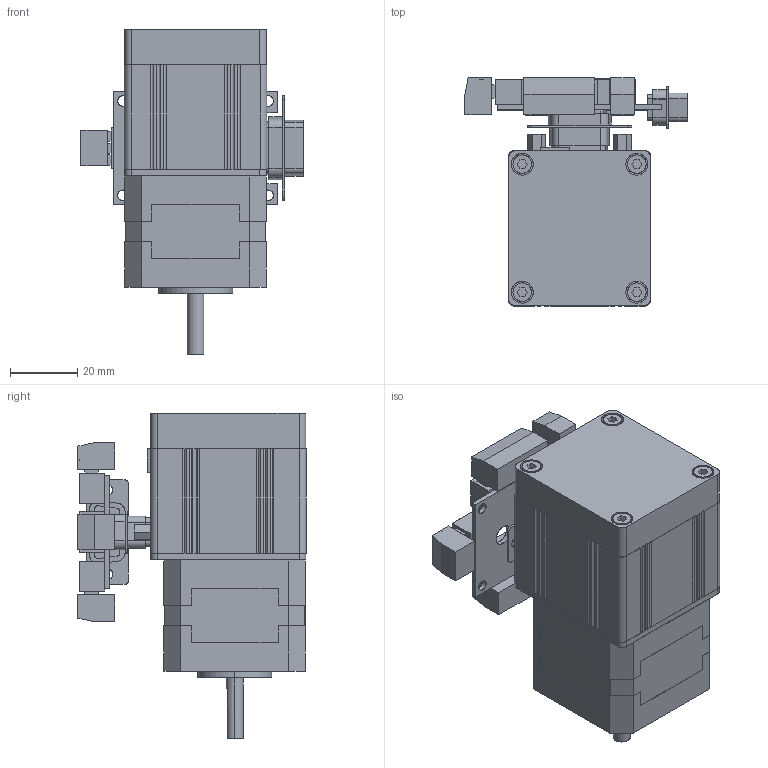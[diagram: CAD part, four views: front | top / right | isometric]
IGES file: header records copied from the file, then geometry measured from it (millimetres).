
Start section: SolidWorks IGES file using analytic representation for surfaces
Global section: file name: SLIM-243K+IO.IGS,1; native system: 5HSolidWorks 2010; preprocessor: SolidWorks 2010; author: Administrator; date: 121109.091306; units: millimetre
Bounding box: 66 x 67.75 x 96.5 mm (x, y, z)
Surface area: 30639.4 mm2 (no closed solid volume)
Topology: 0 solids, 0 shells, 1025 faces, 9632 edges, 9616 vertices
Faces by surface type: bspline 760, revolution 265
